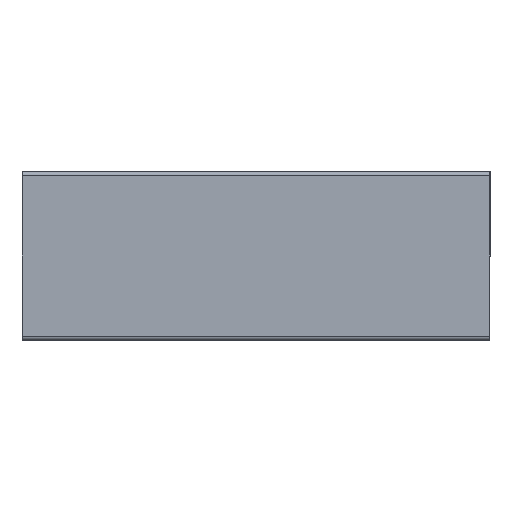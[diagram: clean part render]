
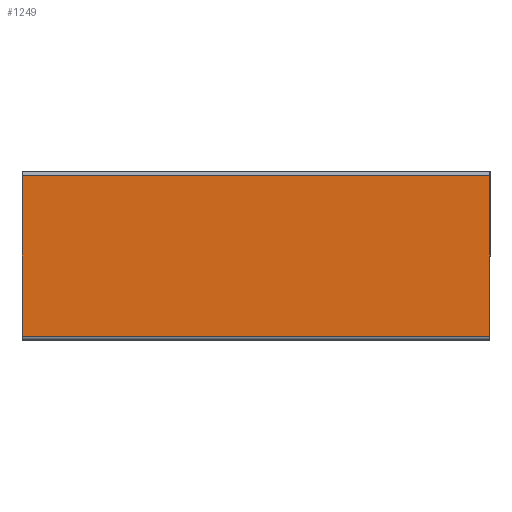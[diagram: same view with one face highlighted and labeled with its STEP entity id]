
A CAD part, left-side view. The second image highlights one B-rep face of the part: STEP entity #1249.
In plain terms, the highlighted planar face has unit normal (-1, 0, 0).
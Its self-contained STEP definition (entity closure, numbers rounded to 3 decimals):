
#60 = EDGE_CURVE ( 'NONE', #456, #1986, #2296, .T. ) ;
#100 = ORIENTED_EDGE ( 'NONE', *, *, #1604, .F. ) ;
#132 = DIRECTION ( 'NONE',  ( 0., 0., -1. ) ) ;
#287 = DIRECTION ( 'NONE',  ( 0., 0., -1. ) ) ;
#385 = DIRECTION ( 'NONE',  ( 0., 0., -1. ) ) ;
#411 = ORIENTED_EDGE ( 'NONE', *, *, #1575, .F. ) ;
#420 = VECTOR ( 'NONE', #385, 1000. ) ;
#456 = VERTEX_POINT ( 'NONE', #698 ) ;
#586 = CARTESIAN_POINT ( 'NONE',  ( -0.3, 0.44, 0. ) ) ;
#698 = CARTESIAN_POINT ( 'NONE',  ( -0.3, 0.44, 1.25 ) ) ;
#717 = FACE_OUTER_BOUND ( 'NONE', #2070, .T. ) ;
#813 = CARTESIAN_POINT ( 'NONE',  ( -0.3, 0.01, 0. ) ) ;
#867 = LINE ( 'NONE', #1834, #1326 ) ;
#1121 = CARTESIAN_POINT ( 'NONE',  ( -0.3, 0.01, 1.25 ) ) ;
#1155 = CARTESIAN_POINT ( 'NONE',  ( -0.3, 0.44, 1.25 ) ) ;
#1204 = CARTESIAN_POINT ( 'NONE',  ( -0.3, 0.01, 1.25 ) ) ;
#1242 = EDGE_CURVE ( 'NONE', #1986, #1455, #2027, .T. ) ;
#1249 = ADVANCED_FACE ( 'NONE', ( #717 ), #2093, .F. ) ;
#1287 = CARTESIAN_POINT ( 'NONE',  ( -0.3, 0.01, 0. ) ) ;
#1326 = VECTOR ( 'NONE', #2275, 1000. ) ;
#1428 = AXIS2_PLACEMENT_3D ( 'NONE', #1121, #2295, #132 ) ;
#1455 = VERTEX_POINT ( 'NONE', #813 ) ;
#1541 = VERTEX_POINT ( 'NONE', #1204 ) ;
#1575 = EDGE_CURVE ( 'NONE', #456, #1541, #867, .T. ) ;
#1604 = EDGE_CURVE ( 'NONE', #1541, #1455, #2318, .T. ) ;
#1646 = CARTESIAN_POINT ( 'NONE',  ( -0.3, 0.01, 1.25 ) ) ;
#1691 = ORIENTED_EDGE ( 'NONE', *, *, #60, .T. ) ;
#1766 = VECTOR ( 'NONE', #287, 1000. ) ;
#1780 = ORIENTED_EDGE ( 'NONE', *, *, #1242, .T. ) ;
#1834 = CARTESIAN_POINT ( 'NONE',  ( -0.3, 0.01, 1.25 ) ) ;
#1957 = VECTOR ( 'NONE', #2305, 1000. ) ;
#1986 = VERTEX_POINT ( 'NONE', #586 ) ;
#2027 = LINE ( 'NONE', #1287, #1957 ) ;
#2070 = EDGE_LOOP ( 'NONE', ( #1780, #100, #411, #1691 ) ) ;
#2093 = PLANE ( 'NONE',  #1428 ) ;
#2275 = DIRECTION ( 'NONE',  ( 0., -1., 0. ) ) ;
#2295 = DIRECTION ( 'NONE',  ( 1., 0., 0. ) ) ;
#2296 = LINE ( 'NONE', #1155, #420 ) ;
#2305 = DIRECTION ( 'NONE',  ( 0., -1., 0. ) ) ;
#2318 = LINE ( 'NONE', #1646, #1766 ) ;
